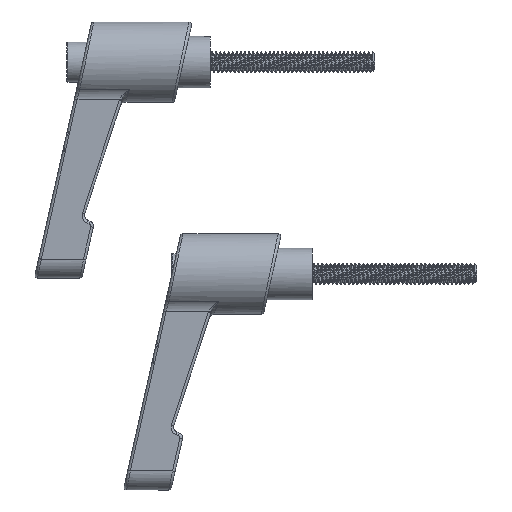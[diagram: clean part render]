
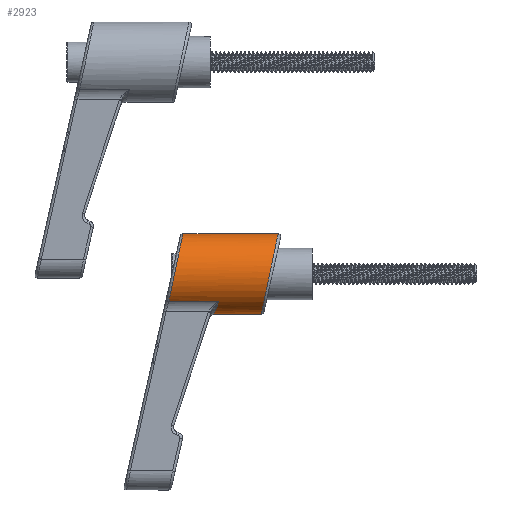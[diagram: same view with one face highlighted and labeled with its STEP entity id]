
A CAD part, left-side view. The second image highlights one B-rep face of the part: STEP entity #2923.
In plain terms, the highlighted cylindrical face has radius 7.8 mm (diameter 15.6 mm), a partial arc.
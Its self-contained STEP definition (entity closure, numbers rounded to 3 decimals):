
#2343 = CARTESIAN_POINT ( 'NONE',  ( -2.18, 13.051, -7.8 ) ) ;
#2923 = ADVANCED_FACE ( 'NONE', ( #41178 ), #15961, .T. ) ;
#3711 = CARTESIAN_POINT ( 'NONE',  ( 0., 23., -7.8 ) ) ;
#4938 = VERTEX_POINT ( 'NONE', #35529 ) ;
#5341 = CARTESIAN_POINT ( 'NONE',  ( 0., 3.9, -7.8 ) ) ;
#5443 = DIRECTION ( 'NONE',  ( 0., -1., 0. ) ) ;
#6902 = VERTEX_POINT ( 'NONE', #47090 ) ;
#7420 = EDGE_CURVE ( 'NONE', #6902, #15453, #16517, .T. ) ;
#7751 = DIRECTION ( 'NONE',  ( 0., -1., 0. ) ) ;
#11570 = DIRECTION ( 'NONE',  ( 0., -1., 0. ) ) ;
#13438 = LINE ( 'NONE', #20386, #48222 ) ;
#13743 = ORIENTED_EDGE ( 'NONE', *, *, #7420, .T. ) ;
#14930 = ORIENTED_EDGE ( 'NONE', *, *, #18018, .T. ) ;
#15453 = VERTEX_POINT ( 'NONE', #36912 ) ;
#15739 = CARTESIAN_POINT ( 'NONE',  ( -4.181, 12.732, -6.936 ) ) ;
#15961 = CYLINDRICAL_SURFACE ( 'NONE', #55344, 7.8 ) ;
#16163 = ORIENTED_EDGE ( 'NONE', *, *, #37771, .F. ) ;
#16517 =( BOUNDED_CURVE ( )  B_SPLINE_CURVE ( 3, ( #20160, #42295, #39013, #56381 ),
 .UNSPECIFIED., .F., .F. ) 
 B_SPLINE_CURVE_WITH_KNOTS ( ( 4, 4 ),
 ( 0., 2.327 ),
 .UNSPECIFIED. ) 
 CURVE ( )  GEOMETRIC_REPRESENTATION_ITEM ( )  RATIONAL_B_SPLINE_CURVE ( ( 1., 0.598, 0.598, 1. ) ) 
 REPRESENTATION_ITEM ( '' )  );
#18018 = EDGE_CURVE ( 'NONE', #4938, #27810, #27508, .T. ) ;
#18692 = CARTESIAN_POINT ( 'NONE',  ( 0., 0.625, 7.8 ) ) ;
#20112 = EDGE_CURVE ( 'NONE', #15453, #46961, #13438, .T. ) ;
#20160 = CARTESIAN_POINT ( 'NONE',  ( 0., 19.1, 7.8 ) ) ;
#20386 = CARTESIAN_POINT ( 'NONE',  ( -5.677, 23., -5.349 ) ) ;
#20595 = VECTOR ( 'NONE', #7751, 1000. ) ;
#22350 = LINE ( 'NONE', #43130, #40109 ) ;
#24126 = ORIENTED_EDGE ( 'NONE', *, *, #43181, .T. ) ;
#24510 = VERTEX_POINT ( 'NONE', #53511 ) ;
#27508 =( BOUNDED_CURVE ( )  B_SPLINE_CURVE ( 3, ( #5341, #36439, #44852, #18692 ),
 .UNSPECIFIED., .F., .F. ) 
 B_SPLINE_CURVE_WITH_KNOTS ( ( 4, 4 ),
 ( 3.142, 6.283 ),
 .UNSPECIFIED. ) 
 CURVE ( )  GEOMETRIC_REPRESENTATION_ITEM ( )  RATIONAL_B_SPLINE_CURVE ( ( 1., 0.333, 0.333, 1. ) ) 
 REPRESENTATION_ITEM ( '' )  );
#27810 = VERTEX_POINT ( 'NONE', #33233 ) ;
#31967 = CARTESIAN_POINT ( 'NONE',  ( 0., 23., 0. ) ) ;
#33233 = CARTESIAN_POINT ( 'NONE',  ( 0., 0.625, 7.8 ) ) ;
#35529 = CARTESIAN_POINT ( 'NONE',  ( 0., 3.9, -7.8 ) ) ;
#36360 = DIRECTION ( 'NONE',  ( 0., 0., -1. ) ) ;
#36439 = CARTESIAN_POINT ( 'NONE',  ( -15.6, 3.9, -7.8 ) ) ;
#36912 = CARTESIAN_POINT ( 'NONE',  ( -5.677, 21.861, -5.349 ) ) ;
#37111 = CARTESIAN_POINT ( 'NONE',  ( 0., 13.051, -7.8 ) ) ;
#37771 = EDGE_CURVE ( 'NONE', #6902, #27810, #22350, .T. ) ;
#38301 = CARTESIAN_POINT ( 'NONE',  ( -5.677, 12.148, -5.349 ) ) ;
#39013 = CARTESIAN_POINT ( 'NONE',  ( -11.156, 20.64, 0.465 ) ) ;
#40109 = VECTOR ( 'NONE', #56092, 1000. ) ;
#41051 = LINE ( 'NONE', #3711, #20595 ) ;
#41178 = FACE_OUTER_BOUND ( 'NONE', #52649, .T. ) ;
#42295 = CARTESIAN_POINT ( 'NONE',  ( -7.989, 19.1, 7.8 ) ) ;
#42705 = ORIENTED_EDGE ( 'NONE', *, *, #20112, .T. ) ;
#43130 = CARTESIAN_POINT ( 'NONE',  ( 0., 23., 7.8 ) ) ;
#43181 = EDGE_CURVE ( 'NONE', #24510, #4938, #41051, .T. ) ;
#44852 = CARTESIAN_POINT ( 'NONE',  ( -15.6, 0.625, 7.8 ) ) ;
#46961 = VERTEX_POINT ( 'NONE', #38301 ) ;
#47090 = CARTESIAN_POINT ( 'NONE',  ( 0., 19.1, 7.8 ) ) ;
#48222 = VECTOR ( 'NONE', #11570, 1000. ) ;
#49104 = EDGE_CURVE ( 'NONE', #46961, #24510, #51465, .T. ) ;
#50060 = CARTESIAN_POINT ( 'NONE',  ( -5.677, 12.148, -5.349 ) ) ;
#51465 =( BOUNDED_CURVE ( )  B_SPLINE_CURVE ( 3, ( #50060, #15739, #2343, #37111 ),
 .UNSPECIFIED., .F., .F. ) 
 B_SPLINE_CURVE_WITH_KNOTS ( ( 4, 4 ),
 ( 2.327, 3.142 ),
 .UNSPECIFIED. ) 
 CURVE ( )  GEOMETRIC_REPRESENTATION_ITEM ( )  RATIONAL_B_SPLINE_CURVE ( ( 1., 0.945, 0.945, 1. ) ) 
 REPRESENTATION_ITEM ( '' )  );
#52649 = EDGE_LOOP ( 'NONE', ( #16163, #13743, #42705, #56617, #24126, #14930 ) ) ;
#53511 = CARTESIAN_POINT ( 'NONE',  ( 0., 13.051, -7.8 ) ) ;
#55344 = AXIS2_PLACEMENT_3D ( 'NONE', #31967, #5443, #36360 ) ;
#56092 = DIRECTION ( 'NONE',  ( 0., -1., 0. ) ) ;
#56381 = CARTESIAN_POINT ( 'NONE',  ( -5.677, 21.861, -5.349 ) ) ;
#56617 = ORIENTED_EDGE ( 'NONE', *, *, #49104, .T. ) ;
